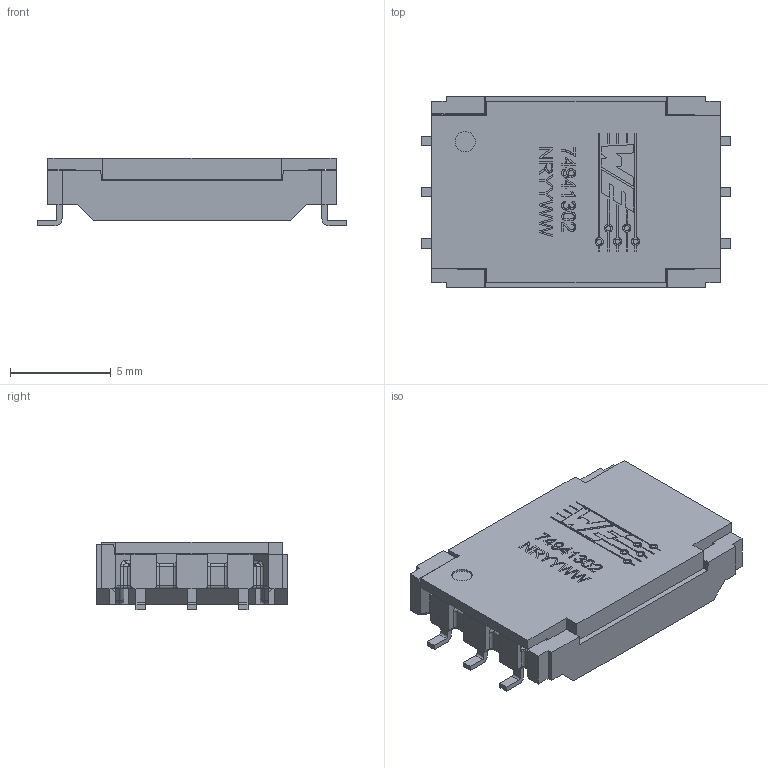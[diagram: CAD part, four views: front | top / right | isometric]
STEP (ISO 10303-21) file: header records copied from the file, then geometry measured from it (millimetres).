
FILE_DESCRIPTION(/* description */ ('Unknown'),/* implementation_level */ '2;1');
FILE_NAME(/* name */ 'T_Wurth_WE-BMS_74941302',/* time_stamp */ '2025-09-09T17:42:54+08:00',/* author */ ('Unknown'),/* organization */ ('Unknown'),/* preprocessor_version */ 'ST-DEVELOPER v19.4',/* originating_system */ 'Solid Edge',/* authorisation */ 'Unknown');
FILE_SCHEMA (('AUTOMOTIVE_DESIGN {1 0 10303 214 3 1 1}'));
Length unit declared in the file: millimetre
Products named in the file (2): T_Wurth_WE-BMS_74941302
Assembly tree (1 placements, depth 2):
  T_Wurth_WE-BMS_74941302
    T_Wurth_WE-BMS_74941302
Bounding box: 15.3 x 9.5 x 3.35 mm (x, y, z)
Volume: 224.1 mm3; surface area: 855 mm2
Topology: 1 solids, 1 shells, 677 faces, 1810 edges, 1166 vertices
Faces by surface type: plane 433, cylinder 143, bspline 57, torus 40, sphere 4
Full cylindrical faces by diameter (mm): 0.25 x5, 1 x1
Entity records: 26731 total; most frequent: CARTESIAN_POINT 5945, ORIENTED_EDGE 3602, DIRECTION 2861, EDGE_CURVE 1801, VERTEX_POINT 1166, LINE 1089, VECTOR 1089, AXIS2_PLACEMENT_3D 886
